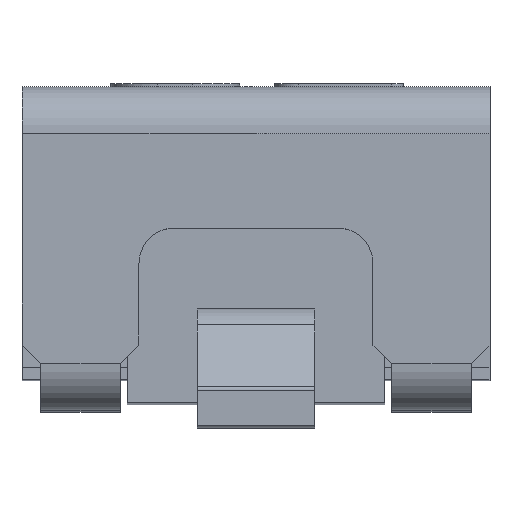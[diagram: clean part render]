
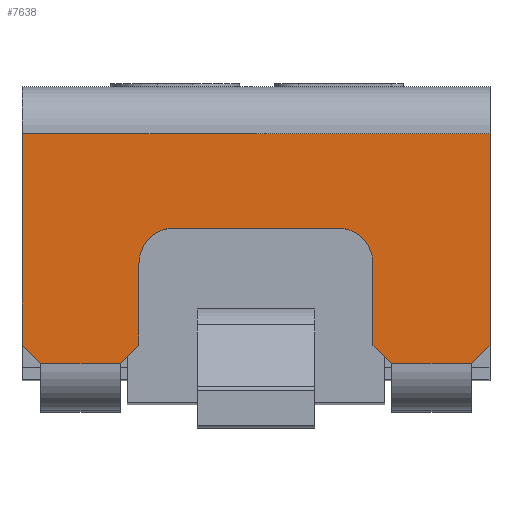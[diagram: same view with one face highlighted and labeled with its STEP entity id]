
A CAD part, top view. The second image highlights one B-rep face of the part: STEP entity #7638.
In plain terms, the highlighted planar face has unit normal (0, 0, 1).
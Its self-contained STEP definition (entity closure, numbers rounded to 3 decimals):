
#43 = LINE ( 'NONE', #9746, #4708 ) ;
#44 = ORIENTED_EDGE ( 'NONE', *, *, #10393, .T. ) ;
#273 = CARTESIAN_POINT ( 'NONE',  ( 0.35, 0.596, 2.35 ) ) ;
#382 = EDGE_CURVE ( 'NONE', #6484, #10021, #10913, .T. ) ;
#512 = EDGE_CURVE ( 'NONE', #1572, #827, #4442, .T. ) ;
#585 = EDGE_CURVE ( 'NONE', #827, #8868, #12242, .T. ) ;
#809 = LINE ( 'NONE', #3612, #2037 ) ;
#815 = PLANE ( 'NONE',  #10567 ) ;
#827 = VERTEX_POINT ( 'NONE', #7705 ) ;
#881 = AXIS2_PLACEMENT_3D ( 'NONE', #273, #6887, #4081 ) ;
#1078 = VECTOR ( 'NONE', #4649, 1000. ) ;
#1151 = DIRECTION ( 'NONE',  ( 1., 0., 0. ) ) ;
#1210 = LINE ( 'NONE', #8125, #1694 ) ;
#1423 = EDGE_CURVE ( 'NONE', #5363, #1572, #5185, .T. ) ;
#1465 = ORIENTED_EDGE ( 'NONE', *, *, #7111, .T. ) ;
#1519 = CARTESIAN_POINT ( 'NONE',  ( 0.92, 0.166, 2.35 ) ) ;
#1547 = DIRECTION ( 'NONE',  ( 0.707, 0.707, 0. ) ) ;
#1572 = VERTEX_POINT ( 'NONE', #8235 ) ;
#1694 = VECTOR ( 'NONE', #5192, 1000. ) ;
#1726 = ORIENTED_EDGE ( 'NONE', *, *, #1829, .T. ) ;
#1829 = EDGE_CURVE ( 'NONE', #2809, #6510, #809, .T. ) ;
#1915 = LINE ( 'NONE', #8545, #8558 ) ;
#1921 = CARTESIAN_POINT ( 'NONE',  ( 0.35, 0.746, 2.35 ) ) ;
#1984 = EDGE_CURVE ( 'NONE', #9802, #5363, #5088, .T. ) ;
#2037 = VECTOR ( 'NONE', #8164, 1000. ) ;
#2071 = DIRECTION ( 'NONE',  ( 0.707, 0.707, 0. ) ) ;
#2145 = LINE ( 'NONE', #4809, #3926 ) ;
#2392 = CARTESIAN_POINT ( 'NONE',  ( -0.35, 0.596, 2.35 ) ) ;
#2489 = LINE ( 'NONE', #10285, #1078 ) ;
#2552 = EDGE_LOOP ( 'NONE', ( #6673, #8568, #5259, #9022, #6767, #7769, #4823, #3397, #6423, #44, #1726, #10987, #1465, #6991 ) ) ;
#2809 = VERTEX_POINT ( 'NONE', #9817 ) ;
#3080 = DIRECTION ( 'NONE',  ( 0., 0., 1. ) ) ;
#3154 = EDGE_CURVE ( 'NONE', #7586, #8948, #9167, .T. ) ;
#3397 = ORIENTED_EDGE ( 'NONE', *, *, #382, .T. ) ;
#3439 = VECTOR ( 'NONE', #4035, 1000. ) ;
#3516 = DIRECTION ( 'NONE',  ( 1., 0., 0. ) ) ;
#3612 = CARTESIAN_POINT ( 'NONE',  ( 0.5, 0.596, 2.35 ) ) ;
#3722 = CARTESIAN_POINT ( 'NONE',  ( 1., 1.15, 2.35 ) ) ;
#3926 = VECTOR ( 'NONE', #6623, 1000. ) ;
#3979 = DIRECTION ( 'NONE',  ( 0., 1., 0. ) ) ;
#3995 = CARTESIAN_POINT ( 'NONE',  ( -0.5, 0.246, 2.35 ) ) ;
#4010 = CARTESIAN_POINT ( 'NONE',  ( -0.35, 0.596, 2.35 ) ) ;
#4035 = DIRECTION ( 'NONE',  ( 0., -1., 0. ) ) ;
#4081 = DIRECTION ( 'NONE',  ( -1., 0., 0. ) ) ;
#4272 = VECTOR ( 'NONE', #1547, 1000. ) ;
#4302 = CARTESIAN_POINT ( 'NONE',  ( -0.35, 0.746, 2.35 ) ) ;
#4442 = LINE ( 'NONE', #5319, #5377 ) ;
#4570 = CARTESIAN_POINT ( 'NONE',  ( 0.92, 0.166, 2.35 ) ) ;
#4598 = EDGE_CURVE ( 'NONE', #7983, #9802, #2145, .T. ) ;
#4649 = DIRECTION ( 'NONE',  ( 1., 0., 0. ) ) ;
#4708 = VECTOR ( 'NONE', #3979, 1000. ) ;
#4809 = CARTESIAN_POINT ( 'NONE',  ( 1., 1.15, 2.35 ) ) ;
#4823 = ORIENTED_EDGE ( 'NONE', *, *, #5519, .T. ) ;
#5059 = DIRECTION ( 'NONE',  ( 0.707, -0.707, 0. ) ) ;
#5088 = LINE ( 'NONE', #5158, #3439 ) ;
#5158 = CARTESIAN_POINT ( 'NONE',  ( -1., 0.596, 2.35 ) ) ;
#5185 = LINE ( 'NONE', #11507, #5395 ) ;
#5192 = DIRECTION ( 'NONE',  ( 0.707, -0.707, 0. ) ) ;
#5259 = ORIENTED_EDGE ( 'NONE', *, *, #1984, .T. ) ;
#5319 = CARTESIAN_POINT ( 'NONE',  ( -0.35, 0.166, 2.35 ) ) ;
#5363 = VERTEX_POINT ( 'NONE', #10345 ) ;
#5377 = VECTOR ( 'NONE', #3516, 1000. ) ;
#5395 = VECTOR ( 'NONE', #5059, 1000. ) ;
#5459 = CIRCLE ( 'NONE', #881, 0.15 ) ;
#5519 = EDGE_CURVE ( 'NONE', #8868, #6484, #43, .T. ) ;
#5762 = DIRECTION ( 'NONE',  ( -1., 0., 0. ) ) ;
#6423 = ORIENTED_EDGE ( 'NONE', *, *, #10880, .F. ) ;
#6484 = VERTEX_POINT ( 'NONE', #11250 ) ;
#6510 = VERTEX_POINT ( 'NONE', #9334 ) ;
#6623 = DIRECTION ( 'NONE',  ( -1., 0., 0. ) ) ;
#6673 = ORIENTED_EDGE ( 'NONE', *, *, #10032, .T. ) ;
#6765 = VECTOR ( 'NONE', #2071, 1000. ) ;
#6767 = ORIENTED_EDGE ( 'NONE', *, *, #512, .T. ) ;
#6887 = DIRECTION ( 'NONE',  ( 0., 0., -1. ) ) ;
#6991 = ORIENTED_EDGE ( 'NONE', *, *, #3154, .T. ) ;
#7111 = EDGE_CURVE ( 'NONE', #9220, #7586, #2489, .T. ) ;
#7122 = CARTESIAN_POINT ( 'NONE',  ( -1., 1.15, 2.35 ) ) ;
#7229 = CARTESIAN_POINT ( 'NONE',  ( 1., 0.246, 2.35 ) ) ;
#7368 = AXIS2_PLACEMENT_3D ( 'NONE', #2392, #9533, #5762 ) ;
#7586 = VERTEX_POINT ( 'NONE', #1519 ) ;
#7591 = CARTESIAN_POINT ( 'NONE',  ( -0.58, 0.166, 2.35 ) ) ;
#7610 = VECTOR ( 'NONE', #8047, 1000. ) ;
#7638 = ADVANCED_FACE ( 'NONE', ( #9321 ), #815, .T. ) ;
#7705 = CARTESIAN_POINT ( 'NONE',  ( -0.58, 0.166, 2.35 ) ) ;
#7769 = ORIENTED_EDGE ( 'NONE', *, *, #585, .T. ) ;
#7983 = VERTEX_POINT ( 'NONE', #3722 ) ;
#8047 = DIRECTION ( 'NONE',  ( 0., 1., 0. ) ) ;
#8058 = VERTEX_POINT ( 'NONE', #1921 ) ;
#8125 = CARTESIAN_POINT ( 'NONE',  ( 0.5, 0.246, 2.35 ) ) ;
#8164 = DIRECTION ( 'NONE',  ( 0., -1., 0. ) ) ;
#8235 = CARTESIAN_POINT ( 'NONE',  ( -0.92, 0.166, 2.35 ) ) ;
#8545 = CARTESIAN_POINT ( 'NONE',  ( 0.55, 0.746, 2.35 ) ) ;
#8558 = VECTOR ( 'NONE', #8669, 1000. ) ;
#8568 = ORIENTED_EDGE ( 'NONE', *, *, #4598, .T. ) ;
#8669 = DIRECTION ( 'NONE',  ( -1., 0., 0. ) ) ;
#8868 = VERTEX_POINT ( 'NONE', #3995 ) ;
#8948 = VERTEX_POINT ( 'NONE', #7229 ) ;
#9022 = ORIENTED_EDGE ( 'NONE', *, *, #1423, .T. ) ;
#9167 = LINE ( 'NONE', #4570, #4272 ) ;
#9220 = VERTEX_POINT ( 'NONE', #10915 ) ;
#9321 = FACE_OUTER_BOUND ( 'NONE', #2552, .T. ) ;
#9334 = CARTESIAN_POINT ( 'NONE',  ( 0.5, 0.246, 2.35 ) ) ;
#9533 = DIRECTION ( 'NONE',  ( 0., 0., -1. ) ) ;
#9675 = EDGE_CURVE ( 'NONE', #6510, #9220, #1210, .T. ) ;
#9700 = LINE ( 'NONE', #11553, #7610 ) ;
#9746 = CARTESIAN_POINT ( 'NONE',  ( -0.5, 0.596, 2.35 ) ) ;
#9802 = VERTEX_POINT ( 'NONE', #7122 ) ;
#9817 = CARTESIAN_POINT ( 'NONE',  ( 0.5, 0.596, 2.35 ) ) ;
#10021 = VERTEX_POINT ( 'NONE', #4302 ) ;
#10032 = EDGE_CURVE ( 'NONE', #8948, #7983, #9700, .T. ) ;
#10285 = CARTESIAN_POINT ( 'NONE',  ( -0.35, 0.166, 2.35 ) ) ;
#10345 = CARTESIAN_POINT ( 'NONE',  ( -1., 0.246, 2.35 ) ) ;
#10393 = EDGE_CURVE ( 'NONE', #8058, #2809, #5459, .T. ) ;
#10567 = AXIS2_PLACEMENT_3D ( 'NONE', #4010, #3080, #1151 ) ;
#10880 = EDGE_CURVE ( 'NONE', #8058, #10021, #1915, .T. ) ;
#10913 = CIRCLE ( 'NONE', #7368, 0.15 ) ;
#10915 = CARTESIAN_POINT ( 'NONE',  ( 0.58, 0.166, 2.35 ) ) ;
#10987 = ORIENTED_EDGE ( 'NONE', *, *, #9675, .T. ) ;
#11250 = CARTESIAN_POINT ( 'NONE',  ( -0.5, 0.596, 2.35 ) ) ;
#11507 = CARTESIAN_POINT ( 'NONE',  ( -1., 0.246, 2.35 ) ) ;
#11553 = CARTESIAN_POINT ( 'NONE',  ( 1., 0.596, 2.35 ) ) ;
#12242 = LINE ( 'NONE', #7591, #6765 ) ;
